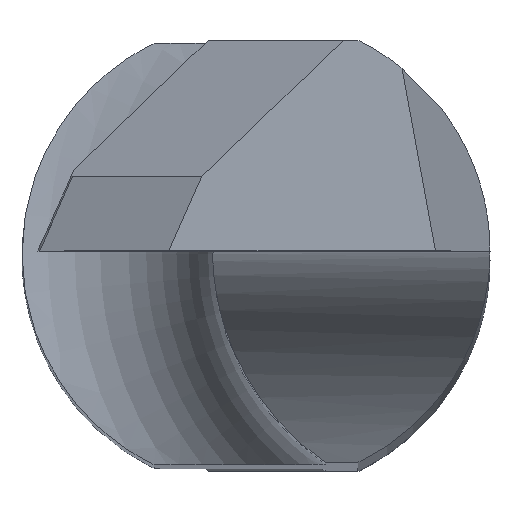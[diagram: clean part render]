
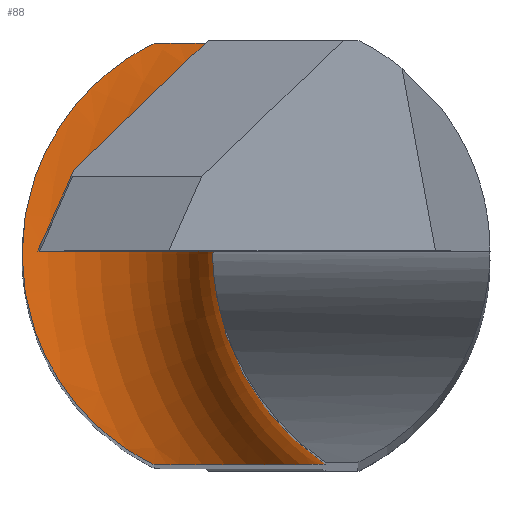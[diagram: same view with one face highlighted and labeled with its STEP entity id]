
A CAD part, top view. The second image highlights one B-rep face of the part: STEP entity #88.
In plain terms, the highlighted toroidal (fillet/blend) face has major radius 5.25 mm and minor radius 2 mm.
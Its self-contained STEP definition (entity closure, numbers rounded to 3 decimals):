
#28=TOROIDAL_SURFACE('',#814,5.25,2.);
#88=ADVANCED_FACE('',(#144),#28,.F.);
#144=FACE_OUTER_BOUND('',#178,.T.);
#178=EDGE_LOOP('',(#348,#349,#350,#351,#352,#353));
#191=CIRCLE('',#811,3.25);
#192=CIRCLE('',#812,3.25);
#348=ORIENTED_EDGE('',*,*,#534,.F.);
#349=ORIENTED_EDGE('',*,*,#535,.T.);
#350=ORIENTED_EDGE('',*,*,#536,.F.);
#351=ORIENTED_EDGE('',*,*,#530,.F.);
#352=ORIENTED_EDGE('',*,*,#533,.F.);
#353=ORIENTED_EDGE('',*,*,#503,.T.);
#423=VERTEX_POINT('',#1254);
#424=VERTEX_POINT('',#1271);
#441=VERTEX_POINT('',#1377);
#442=VERTEX_POINT('',#1378);
#444=VERTEX_POINT('',#1402);
#445=VERTEX_POINT('',#1416);
#503=EDGE_CURVE('',#424,#423,#555,.T.);
#530=EDGE_CURVE('',#441,#442,#191,.T.);
#533=EDGE_CURVE('',#424,#441,#192,.T.);
#534=EDGE_CURVE('',#444,#423,#561,.T.);
#535=EDGE_CURVE('',#444,#445,#562,.T.);
#536=EDGE_CURVE('',#442,#445,#563,.T.);
#555=B_SPLINE_CURVE_WITH_KNOTS('',3,(#1255,#1256,#1257,#1258,#1259,#1260,
#1261,#1262,#1263,#1264,#1265,#1266,#1267,#1268,#1269,#1270),
 .UNSPECIFIED.,.F.,.F.,(4,3,3,3,3,4),(0.,0.131,0.305,
0.586,0.881,1.),.UNSPECIFIED.);
#561=B_SPLINE_CURVE_WITH_KNOTS('',3,(#1389,#1390,#1391,#1392,#1393,#1394,
#1395,#1396,#1397,#1398,#1399,#1400,#1401),.UNSPECIFIED.,.F.,.F.,(4,3,3,
3,4),(0.,0.304,0.604,0.905,1.),
 .UNSPECIFIED.);
#562=B_SPLINE_CURVE_WITH_KNOTS('',3,(#1403,#1404,#1405,#1406,#1407,#1408,
#1409,#1410,#1411,#1412,#1413,#1414,#1415),.UNSPECIFIED.,.F.,.F.,(4,3,3,
3,4),(0.,0.304,0.604,0.905,1.),
 .UNSPECIFIED.);
#563=B_SPLINE_CURVE_WITH_KNOTS('',3,(#1417,#1418,#1419,#1420,#1421,#1422,
#1423,#1424,#1425,#1426,#1427,#1428,#1429,#1430,#1431,#1432),
 .UNSPECIFIED.,.F.,.F.,(4,3,3,3,3,4),(0.,0.131,0.305,
0.586,0.881,1.),.UNSPECIFIED.);
#811=AXIS2_PLACEMENT_3D('',#1376,#975,#976);
#812=AXIS2_PLACEMENT_3D('',#1387,#978,#979);
#814=AXIS2_PLACEMENT_3D('',#1433,#982,#983);
#975=DIRECTION('',(0.,0.,1.));
#976=DIRECTION('',(-1.,0.,0.));
#978=DIRECTION('',(0.,0.,1.));
#979=DIRECTION('',(-0.557,0.831,0.));
#982=DIRECTION('',(0.,0.,-1.));
#983=DIRECTION('',(-1.,0.,0.));
#1254=CARTESIAN_POINT('',(-1.308,2.7,14.243));
#1255=CARTESIAN_POINT('',(0.891,2.7,16.199));
#1256=CARTESIAN_POINT('',(0.891,2.7,16.061));
#1257=CARTESIAN_POINT('',(0.864,2.7,15.922));
#1258=CARTESIAN_POINT('',(0.817,2.7,15.793));
#1259=CARTESIAN_POINT('',(0.755,2.7,15.621));
#1260=CARTESIAN_POINT('',(0.658,2.7,15.462));
#1261=CARTESIAN_POINT('',(0.546,2.7,15.318));
#1262=CARTESIAN_POINT('',(0.365,2.7,15.088));
#1263=CARTESIAN_POINT('',(0.138,2.7,14.891));
#1264=CARTESIAN_POINT('',(-0.106,2.7,14.728));
#1265=CARTESIAN_POINT('',(-0.364,2.7,14.557));
#1266=CARTESIAN_POINT('',(-0.648,2.7,14.422));
#1267=CARTESIAN_POINT('',(-0.943,2.7,14.331));
#1268=CARTESIAN_POINT('',(-1.063,2.7,14.294));
#1269=CARTESIAN_POINT('',(-1.185,2.7,14.265));
#1270=CARTESIAN_POINT('',(-1.308,2.7,14.243));
#1271=CARTESIAN_POINT('',(0.891,2.7,16.199));
#1376=CARTESIAN_POINT('',(2.7,0.,16.199));
#1377=CARTESIAN_POINT('',(-0.55,0.,16.199));
#1378=CARTESIAN_POINT('',(0.891,-2.7,16.199));
#1387=CARTESIAN_POINT('',(2.7,0.,16.199));
#1389=CARTESIAN_POINT('',(-3.,0.,14.25));
#1390=CARTESIAN_POINT('',(-3.,0.338,14.25));
#1391=CARTESIAN_POINT('',(-2.941,0.681,14.243));
#1392=CARTESIAN_POINT('',(-2.828,1.,14.233));
#1393=CARTESIAN_POINT('',(-2.717,1.315,14.223));
#1394=CARTESIAN_POINT('',(-2.55,1.616,14.21));
#1395=CARTESIAN_POINT('',(-2.341,1.877,14.203));
#1396=CARTESIAN_POINT('',(-2.131,2.139,14.196));
#1397=CARTESIAN_POINT('',(-1.872,2.368,14.196));
#1398=CARTESIAN_POINT('',(-1.587,2.546,14.216));
#1399=CARTESIAN_POINT('',(-1.497,2.602,14.223));
#1400=CARTESIAN_POINT('',(-1.403,2.654,14.231));
#1401=CARTESIAN_POINT('',(-1.308,2.7,14.243));
#1402=CARTESIAN_POINT('',(-3.,0.,14.25));
#1403=CARTESIAN_POINT('',(-3.,0.,14.25));
#1404=CARTESIAN_POINT('',(-3.,-0.338,14.25));
#1405=CARTESIAN_POINT('',(-2.941,-0.681,14.243));
#1406=CARTESIAN_POINT('',(-2.828,-1.,14.233));
#1407=CARTESIAN_POINT('',(-2.717,-1.315,14.223));
#1408=CARTESIAN_POINT('',(-2.55,-1.616,14.21));
#1409=CARTESIAN_POINT('',(-2.341,-1.877,14.203));
#1410=CARTESIAN_POINT('',(-2.131,-2.139,14.196));
#1411=CARTESIAN_POINT('',(-1.872,-2.368,14.196));
#1412=CARTESIAN_POINT('',(-1.587,-2.546,14.216));
#1413=CARTESIAN_POINT('',(-1.497,-2.602,14.223));
#1414=CARTESIAN_POINT('',(-1.403,-2.654,14.231));
#1415=CARTESIAN_POINT('',(-1.308,-2.7,14.243));
#1416=CARTESIAN_POINT('',(-1.308,-2.7,14.243));
#1417=CARTESIAN_POINT('',(0.891,-2.7,16.199));
#1418=CARTESIAN_POINT('',(0.891,-2.7,16.061));
#1419=CARTESIAN_POINT('',(0.864,-2.7,15.922));
#1420=CARTESIAN_POINT('',(0.817,-2.7,15.793));
#1421=CARTESIAN_POINT('',(0.755,-2.7,15.621));
#1422=CARTESIAN_POINT('',(0.658,-2.7,15.462));
#1423=CARTESIAN_POINT('',(0.546,-2.7,15.318));
#1424=CARTESIAN_POINT('',(0.365,-2.7,15.088));
#1425=CARTESIAN_POINT('',(0.138,-2.7,14.891));
#1426=CARTESIAN_POINT('',(-0.106,-2.7,14.728));
#1427=CARTESIAN_POINT('',(-0.364,-2.7,14.557));
#1428=CARTESIAN_POINT('',(-0.648,-2.7,14.422));
#1429=CARTESIAN_POINT('',(-0.943,-2.7,14.331));
#1430=CARTESIAN_POINT('',(-1.063,-2.7,14.294));
#1431=CARTESIAN_POINT('',(-1.185,-2.7,14.265));
#1432=CARTESIAN_POINT('',(-1.308,-2.7,14.243));
#1433=CARTESIAN_POINT('',(2.7,0.,16.199));
